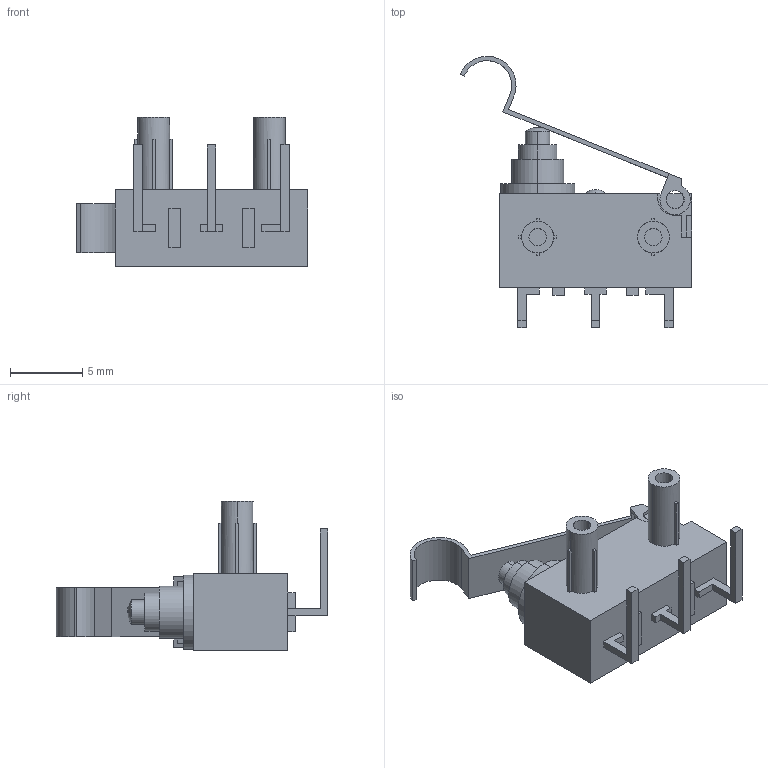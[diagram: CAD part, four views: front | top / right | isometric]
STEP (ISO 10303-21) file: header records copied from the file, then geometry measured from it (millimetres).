
FILE_DESCRIPTION (( 'STEP AP203' ), '1' );
FILE_NAME ('D2HW_BL231DL.step', '2013-07-18T11:09:24', ( 'OSMC1.0 TAKUMI' ), ( 'TAKUMI-Engniaring' ), 'SwSTEP 2.0', 'SolidWorks 2002025', '' );
FILE_SCHEMA (( 'CONFIG_CONTROL_DESIGN' ));
Length unit declared in the file: millimetre
Products named in the file (4): D2HW_BL231DL; D2HW_BL231DL_BASE; D2HW_BL231DL_BUTTON; D2HW_BL231DL_ACTUATOR
Assembly tree (3 placements, depth 2):
  D2HW_BL231DL
    D2HW_BL231DL_BUTTON
    D2HW_BL231DL_ACTUATOR
    D2HW_BL231DL_BASE
Bounding box: 16 x 18.75 x 10.3 mm (x, y, z)
Volume: 525 mm3; surface area: 862 mm2
Topology: 3 solids, 3 shells, 162 faces, 425 edges, 284 vertices
Faces by surface type: plane 118, cylinder 40, sphere 4
Entity records: 5407 total; most frequent: CARTESIAN_POINT 877, DIRECTION 861, ORIENTED_EDGE 850, EDGE_CURVE 425, LINE 325, VECTOR 325, VERTEX_POINT 284, AXIS2_PLACEMENT_3D 268
